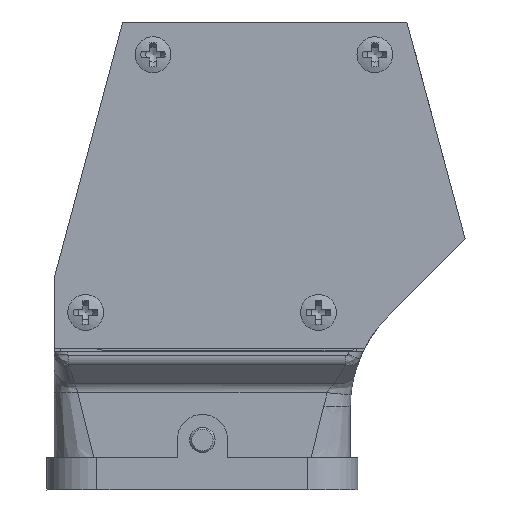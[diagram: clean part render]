
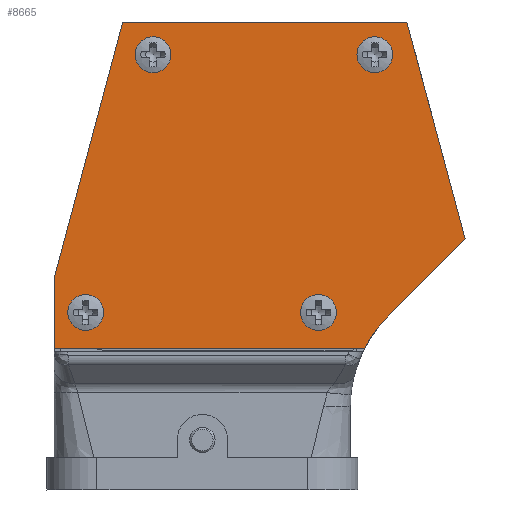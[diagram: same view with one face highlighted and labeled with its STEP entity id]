
A CAD part, front view. The second image highlights one B-rep face of the part: STEP entity #8665.
In plain terms, the highlighted planar face has unit normal (0, -1, 0).
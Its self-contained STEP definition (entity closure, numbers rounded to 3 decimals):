
#4825=PLANE('',#19065);
#5971=LINE('',#23774,#7315);
#5975=LINE('',#23783,#7319);
#5978=LINE('',#23789,#7322);
#5981=LINE('',#23795,#7325);
#5984=LINE('',#23801,#7328);
#5987=LINE('',#23809,#7331);
#7315=VECTOR('',#20198,1.);
#7319=VECTOR('',#20204,1.);
#7322=VECTOR('',#20209,1.);
#7325=VECTOR('',#20214,1.);
#7328=VECTOR('',#20219,1.);
#7331=VECTOR('',#20226,1.);
#8665=ADVANCED_FACE('',(#9566,#9567,#9568,#9569,#9570),#4825,.T.);
#9566=FACE_BOUND('',#9798,.T.);
#9567=FACE_BOUND('',#9799,.T.);
#9568=FACE_BOUND('',#9800,.T.);
#9569=FACE_BOUND('',#9801,.T.);
#9570=FACE_BOUND('',#9802,.T.);
#9798=EDGE_LOOP('',(#10679));
#9799=EDGE_LOOP('',(#10680));
#9800=EDGE_LOOP('',(#10681));
#9801=EDGE_LOOP('',(#10682));
#9802=EDGE_LOOP('',(#10683,#10684,#10685,#10686,#10687,#10688,#10689));
#10679=ORIENTED_EDGE('',*,*,#15915,.T.);
#10680=ORIENTED_EDGE('',*,*,#15913,.T.);
#10681=ORIENTED_EDGE('',*,*,#15919,.T.);
#10682=ORIENTED_EDGE('',*,*,#15917,.T.);
#10683=ORIENTED_EDGE('',*,*,#15944,.F.);
#10684=ORIENTED_EDGE('',*,*,#15928,.F.);
#10685=ORIENTED_EDGE('',*,*,#15932,.F.);
#10686=ORIENTED_EDGE('',*,*,#15935,.F.);
#10687=ORIENTED_EDGE('',*,*,#15938,.F.);
#10688=ORIENTED_EDGE('',*,*,#15941,.F.);
#10689=ORIENTED_EDGE('',*,*,#15945,.F.);
#14575=VERTEX_POINT('',#23740);
#14577=VERTEX_POINT('',#23745);
#14579=VERTEX_POINT('',#23750);
#14581=VERTEX_POINT('',#23755);
#14589=VERTEX_POINT('',#23775);
#14590=VERTEX_POINT('',#23776);
#14593=VERTEX_POINT('',#23784);
#14595=VERTEX_POINT('',#23790);
#14597=VERTEX_POINT('',#23796);
#14599=VERTEX_POINT('',#23802);
#14601=VERTEX_POINT('',#23808);
#15913=EDGE_CURVE('',#14575,#14575,#17879,.T.);
#15915=EDGE_CURVE('',#14577,#14577,#17881,.T.);
#15917=EDGE_CURVE('',#14579,#14579,#17883,.T.);
#15919=EDGE_CURVE('',#14581,#14581,#17885,.T.);
#15928=EDGE_CURVE('',#14589,#14590,#5971,.T.);
#15932=EDGE_CURVE('',#14593,#14589,#5975,.T.);
#15935=EDGE_CURVE('',#14595,#14593,#5978,.T.);
#15938=EDGE_CURVE('',#14597,#14595,#5981,.T.);
#15941=EDGE_CURVE('',#14599,#14597,#5984,.T.);
#15944=EDGE_CURVE('',#14590,#14601,#17889,.T.);
#15945=EDGE_CURVE('',#14601,#14599,#5987,.T.);
#17879=CIRCLE('',#19043,2.8);
#17881=CIRCLE('',#19046,2.8);
#17883=CIRCLE('',#19049,2.8);
#17885=CIRCLE('',#19052,2.8);
#17889=CIRCLE('',#19064,20.);
#19043=AXIS2_PLACEMENT_3D('',#23739,#20161,#20162);
#19046=AXIS2_PLACEMENT_3D('',#23744,#20167,#20168);
#19049=AXIS2_PLACEMENT_3D('',#23749,#20173,#20174);
#19052=AXIS2_PLACEMENT_3D('',#23754,#20179,#20180);
#19064=AXIS2_PLACEMENT_3D('',#23807,#20224,#20225);
#19065=AXIS2_PLACEMENT_3D('',#23810,#20227,#20228);
#20161=DIRECTION('',(0.,1.,0.));
#20162=DIRECTION('',(1.,0.,0.));
#20167=DIRECTION('',(0.,1.,0.));
#20168=DIRECTION('',(1.,0.,0.));
#20173=DIRECTION('',(0.,1.,0.));
#20174=DIRECTION('',(1.,0.,0.));
#20179=DIRECTION('',(0.,1.,0.));
#20180=DIRECTION('',(1.,0.,0.));
#20198=DIRECTION('',(-0.707,0.,-0.707));
#20204=DIRECTION('',(0.259,0.,-0.966));
#20209=DIRECTION('',(1.,0.,0.));
#20214=DIRECTION('',(0.259,0.,0.966));
#20219=DIRECTION('',(0.,0.,1.));
#20224=DIRECTION('',(0.,-1.,0.));
#20225=DIRECTION('',(1.,0.,0.));
#20226=DIRECTION('',(-1.,0.,0.));
#20227=DIRECTION('',(0.,-1.,0.));
#20228=DIRECTION('',(1.,0.,0.));
#23739=CARTESIAN_POINT('',(-7.7,-17.45,55.3));
#23740=CARTESIAN_POINT('',(-4.9,-17.45,55.3));
#23744=CARTESIAN_POINT('',(-18.2,-17.45,15.1));
#23745=CARTESIAN_POINT('',(-15.4,-17.45,15.1));
#23749=CARTESIAN_POINT('',(18.1,-17.45,15.1));
#23750=CARTESIAN_POINT('',(20.9,-17.45,15.1));
#23754=CARTESIAN_POINT('',(26.9,-17.45,55.3));
#23755=CARTESIAN_POINT('',(29.7,-17.45,55.3));
#23774=CARTESIAN_POINT('',(28.958,-17.45,14.542));
#23775=CARTESIAN_POINT('',(40.969,-17.45,26.553));
#23776=CARTESIAN_POINT('',(28.958,-17.45,14.542));
#23783=CARTESIAN_POINT('',(40.67,-17.45,27.669));
#23784=CARTESIAN_POINT('',(31.9,-17.45,60.4));
#23789=CARTESIAN_POINT('',(30.365,-17.45,60.4));
#23790=CARTESIAN_POINT('',(-12.436,-17.45,60.4));
#23795=CARTESIAN_POINT('',(-12.834,-17.45,58.918));
#23796=CARTESIAN_POINT('',(-23.1,-17.45,20.603));
#23801=CARTESIAN_POINT('',(-23.1,-17.45,20.34));
#23802=CARTESIAN_POINT('',(-23.1,-17.45,9.5));
#23807=CARTESIAN_POINT('',(43.1,-17.45,0.4));
#23808=CARTESIAN_POINT('',(25.29,-17.45,9.5));
#23809=CARTESIAN_POINT('',(23.621,-17.45,9.5));
#23810=CARTESIAN_POINT('',(-26.292,-17.45,6.955));
